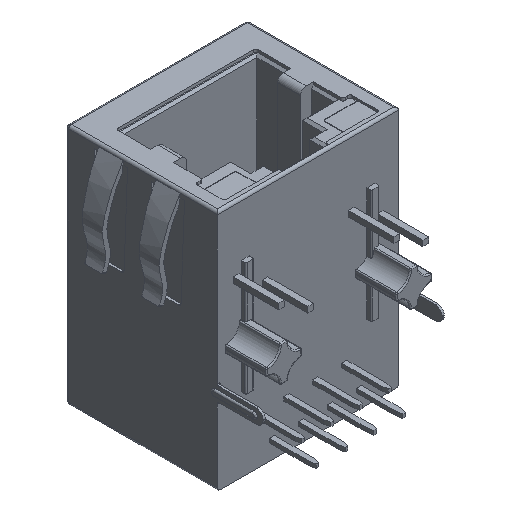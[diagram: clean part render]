
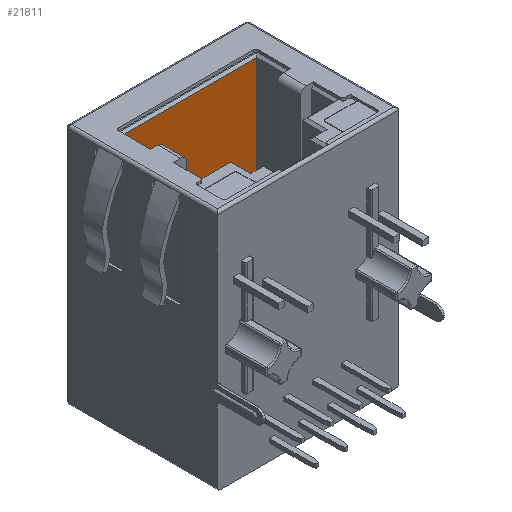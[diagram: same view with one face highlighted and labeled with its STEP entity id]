
A CAD part, isometric view. The second image highlights one B-rep face of the part: STEP entity #21811.
In plain terms, the highlighted planar face has unit normal (0, -1, 0).
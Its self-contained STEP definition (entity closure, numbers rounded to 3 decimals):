
#1446 = DIRECTION ( 'NONE',  ( -1., 0., 0. ) ) ;
#3199 = EDGE_CURVE ( 'NONE', #26946, #25187, #18791, .T. ) ;
#3277 = ORIENTED_EDGE ( 'NONE', *, *, #3199, .F. ) ;
#4173 = CARTESIAN_POINT ( 'NONE',  ( 15.565, 14.45, -0.45 ) ) ;
#5009 = PLANE ( 'NONE',  #18884 ) ;
#5332 = FACE_OUTER_BOUND ( 'NONE', #12639, .T. ) ;
#5747 = VECTOR ( 'NONE', #9224, 1000. ) ;
#7092 = EDGE_CURVE ( 'NONE', #10656, #25187, #27661, .T. ) ;
#7737 = EDGE_CURVE ( 'NONE', #13343, #26946, #18200, .T. ) ;
#9224 = DIRECTION ( 'NONE',  ( 0., 0., -1. ) ) ;
#10656 = VERTEX_POINT ( 'NONE', #16421 ) ;
#11418 = CARTESIAN_POINT ( 'NONE',  ( 15.565, 14.45, -9.8 ) ) ;
#12639 = EDGE_LOOP ( 'NONE', ( #26375, #3277, #22996, #22731 ) ) ;
#12748 = VECTOR ( 'NONE', #22743, 1000. ) ;
#13212 = CARTESIAN_POINT ( 'NONE',  ( 15.565, 14.45, -0.45 ) ) ;
#13343 = VERTEX_POINT ( 'NONE', #4173 ) ;
#16421 = CARTESIAN_POINT ( 'NONE',  ( 3.665, 14.45, -0.45 ) ) ;
#17423 = CARTESIAN_POINT ( 'NONE',  ( 3.665, 14.45, -9.8 ) ) ;
#17708 = VECTOR ( 'NONE', #1446, 1000. ) ;
#18200 = LINE ( 'NONE', #13212, #12748 ) ;
#18458 = CARTESIAN_POINT ( 'NONE',  ( 15.565, 14.45, -0.45 ) ) ;
#18791 = LINE ( 'NONE', #19111, #20851 ) ;
#18884 = AXIS2_PLACEMENT_3D ( 'NONE', #19563, #21880, #28923 ) ;
#19111 = CARTESIAN_POINT ( 'NONE',  ( 15.565, 14.45, -9.8 ) ) ;
#19563 = CARTESIAN_POINT ( 'NONE',  ( 15.565, 14.45, 0. ) ) ;
#20851 = VECTOR ( 'NONE', #30652, 1000. ) ;
#20943 = CARTESIAN_POINT ( 'NONE',  ( 3.665, 14.45, -0.45 ) ) ;
#21811 = ADVANCED_FACE ( 'NONE', ( #5332 ), #5009, .F. ) ;
#21880 = DIRECTION ( 'NONE',  ( 0., 1., 0. ) ) ;
#22731 = ORIENTED_EDGE ( 'NONE', *, *, #30667, .T. ) ;
#22743 = DIRECTION ( 'NONE',  ( 0., 0., -1. ) ) ;
#22996 = ORIENTED_EDGE ( 'NONE', *, *, #7737, .F. ) ;
#25187 = VERTEX_POINT ( 'NONE', #17423 ) ;
#26375 = ORIENTED_EDGE ( 'NONE', *, *, #7092, .T. ) ;
#26946 = VERTEX_POINT ( 'NONE', #11418 ) ;
#27391 = LINE ( 'NONE', #18458, #17708 ) ;
#27661 = LINE ( 'NONE', #20943, #5747 ) ;
#28923 = DIRECTION ( 'NONE',  ( 1., 0., 0. ) ) ;
#30652 = DIRECTION ( 'NONE',  ( -1., 0., 0. ) ) ;
#30667 = EDGE_CURVE ( 'NONE', #13343, #10656, #27391, .T. ) ;
